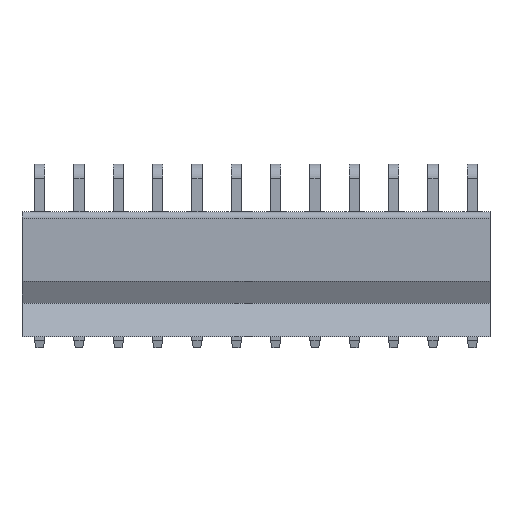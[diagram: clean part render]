
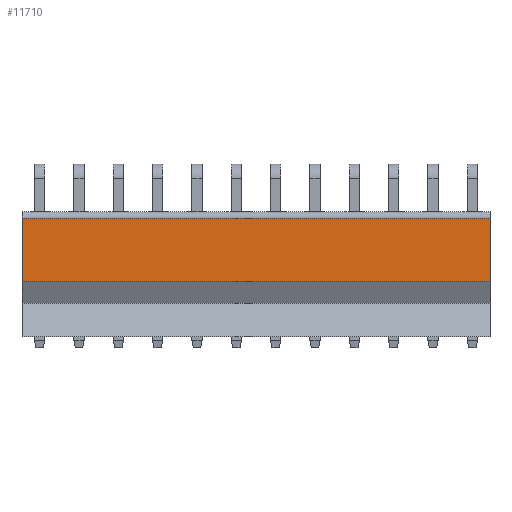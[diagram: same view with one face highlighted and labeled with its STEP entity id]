
A CAD part, top view. The second image highlights one B-rep face of the part: STEP entity #11710.
In plain terms, the highlighted planar face has unit normal (0, 0, 1).
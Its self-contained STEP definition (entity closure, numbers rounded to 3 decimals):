
#1008=ORIENTED_EDGE('',*,*,#3191,.T.);
#1009=ORIENTED_EDGE('',*,*,#3235,.T.);
#1010=ORIENTED_EDGE('',*,*,#3201,.F.);
#1011=ORIENTED_EDGE('',*,*,#3234,.F.);
#3191=EDGE_CURVE('',#4349,#4348,#5164,.T.);
#3201=EDGE_CURVE('',#4357,#4358,#5173,.T.);
#3234=EDGE_CURVE('',#4349,#4357,#5204,.T.);
#3235=EDGE_CURVE('',#4348,#4358,#5205,.T.);
#4348=VERTEX_POINT('',#14958);
#4349=VERTEX_POINT('',#14960);
#4357=VERTEX_POINT('',#14979);
#4358=VERTEX_POINT('',#14980);
#5164=LINE('',#14959,#5952);
#5173=LINE('',#14978,#5961);
#5204=LINE('',#15044,#5992);
#5205=LINE('',#15046,#5993);
#5952=VECTOR('',#13032,1000.);
#5961=VECTOR('',#13045,1000.);
#5992=VECTOR('',#13112,1000.);
#5993=VECTOR('',#13115,1000.);
#6611=EDGE_LOOP('',(#1008,#1009,#1010,#1011));
#7175=FACE_BOUND('',#6611,.T.);
#7703=PLANE('',#12251);
#11710=ADVANCED_FACE('',(#7175),#7703,.T.);
#12251=AXIS2_PLACEMENT_3D('',#15045,#13113,#13114);
#13032=DIRECTION('',(0.,1.,0.));
#13045=DIRECTION('',(0.,1.,0.));
#13112=DIRECTION('',(-1.,0.,0.));
#13113=DIRECTION('',(0.,0.,1.));
#13114=DIRECTION('',(0.,-1.,0.));
#13115=DIRECTION('',(-1.,0.,0.));
#14958=CARTESIAN_POINT('',(23.558,-6.35,9.474));
#14959=CARTESIAN_POINT('',(23.558,-5.715,9.474));
#14960=CARTESIAN_POINT('',(23.558,-12.725,9.474));
#14978=CARTESIAN_POINT('',(-23.558,-5.715,9.474));
#14979=CARTESIAN_POINT('',(-23.558,-12.725,9.474));
#14980=CARTESIAN_POINT('',(-23.558,-6.35,9.474));
#15044=CARTESIAN_POINT('',(23.558,-12.725,9.474));
#15045=CARTESIAN_POINT('',(23.558,-5.715,9.474));
#15046=CARTESIAN_POINT('',(23.558,-6.35,9.474));
